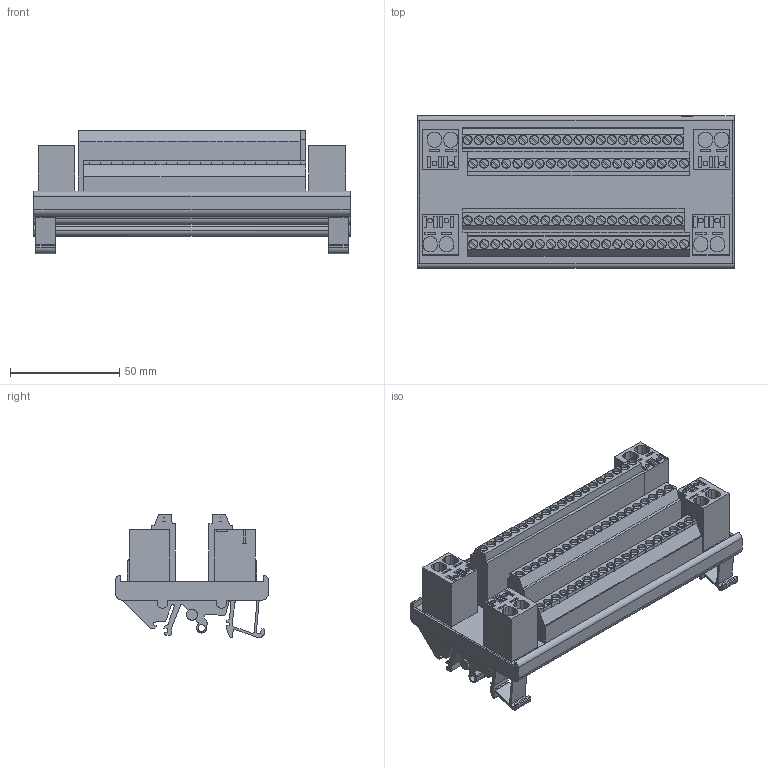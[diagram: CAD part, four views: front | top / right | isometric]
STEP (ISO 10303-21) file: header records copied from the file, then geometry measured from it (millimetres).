
FILE_DESCRIPTION(('CATIA V5R22 STEP214','CAx-IF Rec.Pracs.--- Model Styling and Organization---1.4--- 2014-01-23'),'2;1');
FILE_NAME ('007019-6_0', '2023-08-30T07:11:51+00:00', ('Weidmueller Interface'), ('Weidmueller'), 'CATIA Version 5-6 Release 2016 SP3 HF44', 'CATIA V5 STEP AP214', 'none');
FILE_SCHEMA(('AUTOMOTIVE_DESIGN { 1 0 10303 214 1 1 1 1 }'));
Products named in the file (1): 3D_1128100000_RS VERT 4P 20X4 S
Bounding box: 145 x 70 x 56.43 mm (x, y, z)
Volume: 180790.4 mm3; surface area: 85867.1 mm2
Topology: 1 solids, 2 shells, 1452 faces, 4959 edges, 3713 vertices
Faces by surface type: plane 941, cylinder 486, bspline 25
Entity records: 63872 total; most frequent: CARTESIAN_POINT 20399, ORIENTED_EDGE 9918, DIRECTION 6803, EDGE_CURVE 4959, VERTEX_POINT 3713, AXIS2_PLACEMENT_3D 2729, VECTOR 2648, LINE 2648
